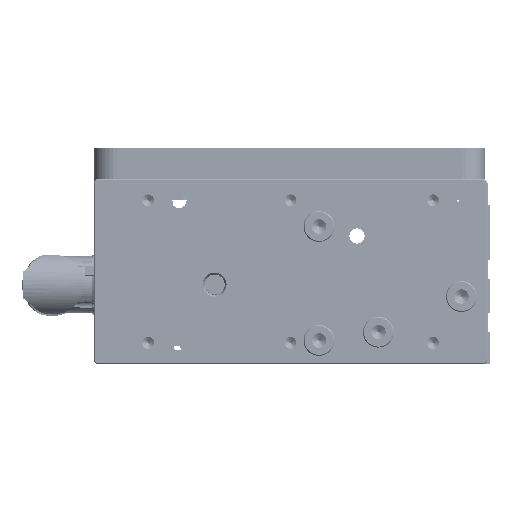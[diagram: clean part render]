
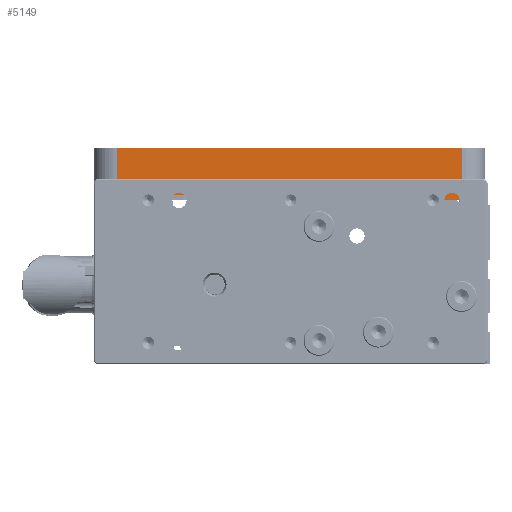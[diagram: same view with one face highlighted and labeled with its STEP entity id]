
A CAD part, left-side view. The second image highlights one B-rep face of the part: STEP entity #5149.
In plain terms, the highlighted planar face has unit normal (-1, 0, 0).
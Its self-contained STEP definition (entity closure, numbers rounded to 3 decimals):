
#258 = CARTESIAN_POINT ( 'NONE',  ( -100., -59., -4. ) ) ;
#2657 = ORIENTED_EDGE ( 'NONE', *, *, #168999, .T. ) ;
#5149 = ADVANCED_FACE ( 'NONE', ( #212132 ), #157264, .F. ) ;
#12918 = EDGE_CURVE ( 'NONE', #24249, #234914, #225674, .T. ) ;
#16550 = CARTESIAN_POINT ( 'NONE',  ( -100., -5., 2. ) ) ;
#19026 = ORIENTED_EDGE ( 'NONE', *, *, #52284, .F. ) ;
#19549 = CARTESIAN_POINT ( 'NONE',  ( -100., 95., 0. ) ) ;
#19843 = DIRECTION ( 'NONE',  ( 0., -1., 0. ) ) ;
#20333 = ORIENTED_EDGE ( 'NONE', *, *, #12918, .F. ) ;
#20334 = EDGE_CURVE ( 'NONE', #230225, #111213, #79090, .T. ) ;
#21281 = EDGE_CURVE ( 'NONE', #149249, #230225, #193528, .T. ) ;
#22305 = CARTESIAN_POINT ( 'NONE',  ( -100., -33.75, 0. ) ) ;
#24249 = VERTEX_POINT ( 'NONE', #215053 ) ;
#26651 = CARTESIAN_POINT ( 'NONE',  ( -100., 85., 22. ) ) ;
#36026 = CARTESIAN_POINT ( 'NONE',  ( -100., -23.5, 2.5 ) ) ;
#37004 = ORIENTED_EDGE ( 'NONE', *, *, #174428, .T. ) ;
#39028 = CARTESIAN_POINT ( 'NONE',  ( -100., -19.5, 2.5 ) ) ;
#40645 = ORIENTED_EDGE ( 'NONE', *, *, #175177, .T. ) ;
#42539 = VECTOR ( 'NONE', #66705, 1000. ) ;
#42648 = CARTESIAN_POINT ( 'NONE',  ( -100., 85., 2. ) ) ;
#43252 = CARTESIAN_POINT ( 'NONE',  ( -100., -60., 22. ) ) ;
#43731 = VECTOR ( 'NONE', #99786, 1000. ) ;
#44225 = CARTESIAN_POINT ( 'NONE',  ( -100., 95., 0. ) ) ;
#45259 = EDGE_CURVE ( 'NONE', #80938, #128568, #61319, .T. ) ;
#46101 = DIRECTION ( 'NONE',  ( 0., 0., -1. ) ) ;
#46927 = VERTEX_POINT ( 'NONE', #43252 ) ;
#52284 = EDGE_CURVE ( 'NONE', #140373, #181746, #58558, .T. ) ;
#52705 = LINE ( 'NONE', #238080, #111687 ) ;
#53956 = VECTOR ( 'NONE', #81672, 1000. ) ;
#54258 = LINE ( 'NONE', #36026, #58181 ) ;
#55006 = DIRECTION ( 'NONE',  ( 0., 0., 1. ) ) ;
#58181 = VECTOR ( 'NONE', #73823, 1000. ) ;
#58558 = LINE ( 'NONE', #152468, #65290 ) ;
#61319 = LINE ( 'NONE', #44225, #93315 ) ;
#62074 = CARTESIAN_POINT ( 'NONE',  ( -100., -7., 0. ) ) ;
#65290 = VECTOR ( 'NONE', #78129, 1000. ) ;
#66705 = DIRECTION ( 'NONE',  ( 0., 1., 0. ) ) ;
#68422 = DIRECTION ( 'NONE',  ( 0., 1., 0. ) ) ;
#73823 = DIRECTION ( 'NONE',  ( 0., 0., 1. ) ) ;
#77191 = ORIENTED_EDGE ( 'NONE', *, *, #84716, .T. ) ;
#78129 = DIRECTION ( 'NONE',  ( 0., 0., -1. ) ) ;
#79090 = LINE ( 'NONE', #118032, #43731 ) ;
#79468 = LINE ( 'NONE', #139972, #206353 ) ;
#80938 = VERTEX_POINT ( 'NONE', #152391 ) ;
#81672 = DIRECTION ( 'NONE',  ( 0., -1., 0. ) ) ;
#84716 = EDGE_CURVE ( 'NONE', #128568, #121434, #215934, .T. ) ;
#86301 = DIRECTION ( 'NONE',  ( 0., 1., 0. ) ) ;
#86967 = DIRECTION ( 'NONE',  ( 0., 0., 1. ) ) ;
#88352 = VECTOR ( 'NONE', #19843, 1000. ) ;
#89852 = CARTESIAN_POINT ( 'NONE',  ( -100., -19.5, 2.5 ) ) ;
#91354 = CARTESIAN_POINT ( 'NONE',  ( -100., 85., 22. ) ) ;
#93315 = VECTOR ( 'NONE', #115002, 1000. ) ;
#99786 = DIRECTION ( 'NONE',  ( 0., -1., 0. ) ) ;
#100415 = CARTESIAN_POINT ( 'NONE',  ( -100., -19.5, 0. ) ) ;
#100776 = EDGE_CURVE ( 'NONE', #121434, #234914, #153582, .T. ) ;
#105407 = VECTOR ( 'NONE', #186405, 1000. ) ;
#106765 = AXIS2_PLACEMENT_3D ( 'NONE', #214723, #197562, #68422 ) ;
#110921 = AXIS2_PLACEMENT_3D ( 'NONE', #143500, #158232, #86301 ) ;
#111213 = VERTEX_POINT ( 'NONE', #16550 ) ;
#111687 = VECTOR ( 'NONE', #86967, 1000. ) ;
#115002 = DIRECTION ( 'NONE',  ( 0., -1., 0. ) ) ;
#118032 = CARTESIAN_POINT ( 'NONE',  ( -100., -7., 2. ) ) ;
#121434 = VERTEX_POINT ( 'NONE', #129530 ) ;
#124972 = ORIENTED_EDGE ( 'NONE', *, *, #45259, .T. ) ;
#125641 = CARTESIAN_POINT ( 'NONE',  ( -100., -60., -4. ) ) ;
#128568 = VERTEX_POINT ( 'NONE', #22305 ) ;
#129530 = CARTESIAN_POINT ( 'NONE',  ( -100., -49.75, 0. ) ) ;
#132201 = CARTESIAN_POINT ( 'NONE',  ( -100., -59., 0. ) ) ;
#135769 = EDGE_CURVE ( 'NONE', #175223, #140373, #236112, .T. ) ;
#137750 = DIRECTION ( 'NONE',  ( 0., 1., 0. ) ) ;
#139972 = CARTESIAN_POINT ( 'NONE',  ( -100., -59., -4. ) ) ;
#140373 = VERTEX_POINT ( 'NONE', #39028 ) ;
#143500 = CARTESIAN_POINT ( 'NONE',  ( -100., -41.75, 0. ) ) ;
#148170 = ORIENTED_EDGE ( 'NONE', *, *, #135769, .F. ) ;
#148345 = ORIENTED_EDGE ( 'NONE', *, *, #20334, .T. ) ;
#148993 = CARTESIAN_POINT ( 'NONE',  ( -100., 95., 22. ) ) ;
#149249 = VERTEX_POINT ( 'NONE', #91354 ) ;
#150204 = LINE ( 'NONE', #148993, #88352 ) ;
#152391 = CARTESIAN_POINT ( 'NONE',  ( -100., -23.5, 0. ) ) ;
#152468 = CARTESIAN_POINT ( 'NONE',  ( -100., -19.5, 2.5 ) ) ;
#152874 = VECTOR ( 'NONE', #55006, 1000. ) ;
#153567 = EDGE_CURVE ( 'NONE', #200482, #181746, #165788, .T. ) ;
#153582 = LINE ( 'NONE', #154799, #53956 ) ;
#154799 = CARTESIAN_POINT ( 'NONE',  ( -100., 95., 0. ) ) ;
#156639 = ORIENTED_EDGE ( 'NONE', *, *, #226832, .F. ) ;
#156719 = AXIS2_PLACEMENT_3D ( 'NONE', #177891, #210913, #137750 ) ;
#157264 = PLANE ( 'NONE',  #156719 ) ;
#158232 = DIRECTION ( 'NONE',  ( 1., 0., 0. ) ) ;
#165113 = EDGE_CURVE ( 'NONE', #80938, #175223, #54258, .T. ) ;
#165788 = LINE ( 'NONE', #19549, #105407 ) ;
#168999 = EDGE_CURVE ( 'NONE', #111213, #200482, #211926, .T. ) ;
#169831 = ORIENTED_EDGE ( 'NONE', *, *, #165113, .F. ) ;
#174428 = EDGE_CURVE ( 'NONE', #24249, #178266, #79468, .T. ) ;
#175177 = EDGE_CURVE ( 'NONE', #178266, #46927, #52705, .T. ) ;
#175223 = VERTEX_POINT ( 'NONE', #184296 ) ;
#177891 = CARTESIAN_POINT ( 'NONE',  ( -100., 95., 22. ) ) ;
#178266 = VERTEX_POINT ( 'NONE', #125641 ) ;
#181746 = VERTEX_POINT ( 'NONE', #100415 ) ;
#182692 = EDGE_LOOP ( 'NONE', ( #77191, #200361, #20333, #37004, #40645, #156639, #190710, #148345, #2657, #186564, #19026, #148170, #169831, #124972 ) ) ;
#184296 = CARTESIAN_POINT ( 'NONE',  ( -100., -23.5, 2.5 ) ) ;
#186405 = DIRECTION ( 'NONE',  ( 0., -1., 0. ) ) ;
#186564 = ORIENTED_EDGE ( 'NONE', *, *, #153567, .T. ) ;
#190710 = ORIENTED_EDGE ( 'NONE', *, *, #21281, .T. ) ;
#193528 = LINE ( 'NONE', #26651, #207651 ) ;
#197562 = DIRECTION ( 'NONE',  ( 1., 0., 0. ) ) ;
#200361 = ORIENTED_EDGE ( 'NONE', *, *, #100776, .T. ) ;
#200482 = VERTEX_POINT ( 'NONE', #62074 ) ;
#206353 = VECTOR ( 'NONE', #215564, 1000. ) ;
#207651 = VECTOR ( 'NONE', #46101, 1000. ) ;
#210913 = DIRECTION ( 'NONE',  ( 1., 0., 0. ) ) ;
#211926 = CIRCLE ( 'NONE', #106765, 2. ) ;
#212132 = FACE_OUTER_BOUND ( 'NONE', #182692, .T. ) ;
#214723 = CARTESIAN_POINT ( 'NONE',  ( -100., -5., 0. ) ) ;
#215053 = CARTESIAN_POINT ( 'NONE',  ( -100., -59., -4. ) ) ;
#215564 = DIRECTION ( 'NONE',  ( 0., -1., 0. ) ) ;
#215934 = CIRCLE ( 'NONE', #110921, 8. ) ;
#225674 = LINE ( 'NONE', #258, #152874 ) ;
#226832 = EDGE_CURVE ( 'NONE', #149249, #46927, #150204, .T. ) ;
#230225 = VERTEX_POINT ( 'NONE', #42648 ) ;
#234914 = VERTEX_POINT ( 'NONE', #132201 ) ;
#236112 = LINE ( 'NONE', #89852, #42539 ) ;
#238080 = CARTESIAN_POINT ( 'NONE',  ( -100., -60., 22. ) ) ;
